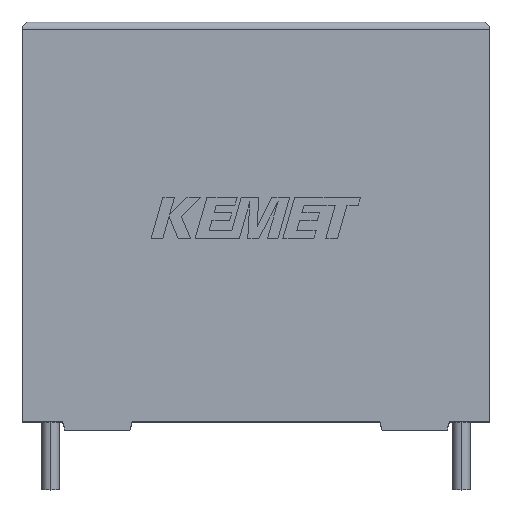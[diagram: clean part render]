
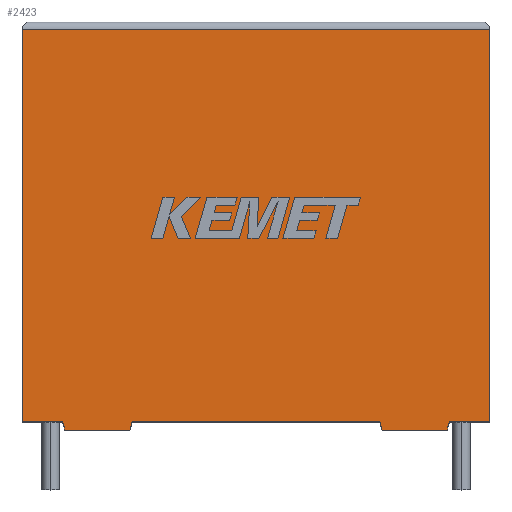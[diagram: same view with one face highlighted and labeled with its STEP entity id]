
A CAD part, top view. The second image highlights one B-rep face of the part: STEP entity #2423.
In plain terms, the highlighted planar face has unit normal (0, 0, 1).
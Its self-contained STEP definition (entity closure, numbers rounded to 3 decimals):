
#27 = ORIENTED_EDGE ( 'NONE', *, *, #1164, .T. ) ;
#44 = EDGE_CURVE ( 'NONE', #1222, #1108, #2408, .T. ) ;
#78 = CARTESIAN_POINT ( 'NONE',  ( 2.864, -0.546, 13.3 ) ) ;
#139 = ORIENTED_EDGE ( 'NONE', *, *, #2797, .T. ) ;
#145 = DIRECTION ( 'NONE',  ( 0., -1., 0. ) ) ;
#153 = LINE ( 'NONE', #708, #2190 ) ;
#177 = VERTEX_POINT ( 'NONE', #1585 ) ;
#194 = FACE_OUTER_BOUND ( 'NONE', #1299, .T. ) ;
#223 = LINE ( 'NONE', #2784, #1034 ) ;
#244 = VERTEX_POINT ( 'NONE', #372 ) ;
#370 = VERTEX_POINT ( 'NONE', #784 ) ;
#372 = CARTESIAN_POINT ( 'NONE',  ( 0., 26.254, 13.3 ) ) ;
#391 = VECTOR ( 'NONE', #1522, 1000. ) ;
#400 = CARTESIAN_POINT ( 'NONE',  ( 0., 26.254, 13.3 ) ) ;
#401 = EDGE_CURVE ( 'NONE', #835, #957, #223, .T. ) ;
#423 = VERTEX_POINT ( 'NONE', #2522 ) ;
#461 = ORIENTED_EDGE ( 'NONE', *, *, #1684, .T. ) ;
#517 = ORIENTED_EDGE ( 'NONE', *, *, #401, .T. ) ;
#521 = EDGE_CURVE ( 'NONE', #2326, #370, #2400, .T. ) ;
#545 = DIRECTION ( 'NONE',  ( 1., 0., 0. ) ) ;
#696 = VECTOR ( 'NONE', #2931, 1000. ) ;
#708 = CARTESIAN_POINT ( 'NONE',  ( 28.436, -0.546, 13.3 ) ) ;
#712 = CARTESIAN_POINT ( 'NONE',  ( 31.3, 0., 13.3 ) ) ;
#760 = ORIENTED_EDGE ( 'NONE', *, *, #521, .T. ) ;
#784 = CARTESIAN_POINT ( 'NONE',  ( 7.365, 0., 13.3 ) ) ;
#801 = DIRECTION ( 'NONE',  ( 0.265, -0.964, 0. ) ) ;
#835 = VERTEX_POINT ( 'NONE', #1409 ) ;
#870 = EDGE_CURVE ( 'NONE', #370, #1108, #1946, .T. ) ;
#899 = VECTOR ( 'NONE', #2401, 1000. ) ;
#922 = ORIENTED_EDGE ( 'NONE', *, *, #870, .T. ) ;
#951 = CARTESIAN_POINT ( 'NONE',  ( 0., 0., 13.3 ) ) ;
#957 = VERTEX_POINT ( 'NONE', #78 ) ;
#1034 = VECTOR ( 'NONE', #801, 1000. ) ;
#1050 = CARTESIAN_POINT ( 'NONE',  ( 0., 0., 13.3 ) ) ;
#1070 = VECTOR ( 'NONE', #1619, 1000. ) ;
#1108 = VERTEX_POINT ( 'NONE', #1140 ) ;
#1121 = VERTEX_POINT ( 'NONE', #2447 ) ;
#1140 = CARTESIAN_POINT ( 'NONE',  ( 23.935, 0., 13.3 ) ) ;
#1164 = EDGE_CURVE ( 'NONE', #1121, #3059, #2511, .T. ) ;
#1222 = VERTEX_POINT ( 'NONE', #2958 ) ;
#1238 = VERTEX_POINT ( 'NONE', #1562 ) ;
#1272 = EDGE_CURVE ( 'NONE', #244, #423, #3102, .T. ) ;
#1299 = EDGE_LOOP ( 'NONE', ( #27, #1454, #2093, #2048, #517, #139, #760, #922, #2428, #2357, #1387, #461 ) ) ;
#1317 = CARTESIAN_POINT ( 'NONE',  ( 2.864, -0.546, 13.3 ) ) ;
#1364 = LINE ( 'NONE', #1822, #899 ) ;
#1387 = ORIENTED_EDGE ( 'NONE', *, *, #2426, .F. ) ;
#1409 = CARTESIAN_POINT ( 'NONE',  ( 2.714, 0., 13.3 ) ) ;
#1413 = EDGE_CURVE ( 'NONE', #3059, #244, #2864, .T. ) ;
#1445 = AXIS2_PLACEMENT_3D ( 'NONE', #1737, #1466, #2525 ) ;
#1454 = ORIENTED_EDGE ( 'NONE', *, *, #1413, .T. ) ;
#1466 = DIRECTION ( 'NONE',  ( 0., 0., -1. ) ) ;
#1476 = EDGE_CURVE ( 'NONE', #423, #835, #2753, .T. ) ;
#1499 = DIRECTION ( 'NONE',  ( -1., 0., 0. ) ) ;
#1522 = DIRECTION ( 'NONE',  ( -0.265, 0.964, 0. ) ) ;
#1562 = CARTESIAN_POINT ( 'NONE',  ( 28.436, -0.546, 13.3 ) ) ;
#1585 = CARTESIAN_POINT ( 'NONE',  ( 28.586, 0., 13.3 ) ) ;
#1619 = DIRECTION ( 'NONE',  ( 0.265, 0.964, 0. ) ) ;
#1660 = CARTESIAN_POINT ( 'NONE',  ( 0., 0., 13.3 ) ) ;
#1665 = LINE ( 'NONE', #1317, #1868 ) ;
#1684 = EDGE_CURVE ( 'NONE', #177, #1121, #2531, .T. ) ;
#1688 = DIRECTION ( 'NONE',  ( 0., 1., 0. ) ) ;
#1737 = CARTESIAN_POINT ( 'NONE',  ( 0., 0., 13.3 ) ) ;
#1769 = VECTOR ( 'NONE', #1688, 1000. ) ;
#1822 = CARTESIAN_POINT ( 'NONE',  ( 28.586, 0., 13.3 ) ) ;
#1835 = DIRECTION ( 'NONE',  ( 1., 0., 0. ) ) ;
#1868 = VECTOR ( 'NONE', #1835, 1000. ) ;
#1946 = LINE ( 'NONE', #1660, #3200 ) ;
#1986 = VECTOR ( 'NONE', #545, 1000. ) ;
#2048 = ORIENTED_EDGE ( 'NONE', *, *, #1476, .T. ) ;
#2063 = CARTESIAN_POINT ( 'NONE',  ( 24.086, -0.546, 13.3 ) ) ;
#2093 = ORIENTED_EDGE ( 'NONE', *, *, #1272, .T. ) ;
#2180 = DIRECTION ( 'NONE',  ( -1., 0., 0. ) ) ;
#2190 = VECTOR ( 'NONE', #1499, 1000. ) ;
#2206 = CARTESIAN_POINT ( 'NONE',  ( 7.215, -0.546, 13.3 ) ) ;
#2219 = PLANE ( 'NONE',  #1445 ) ;
#2326 = VERTEX_POINT ( 'NONE', #2206 ) ;
#2357 = ORIENTED_EDGE ( 'NONE', *, *, #2767, .F. ) ;
#2400 = LINE ( 'NONE', #2858, #1070 ) ;
#2401 = DIRECTION ( 'NONE',  ( -0.265, -0.964, 0. ) ) ;
#2408 = LINE ( 'NONE', #2063, #391 ) ;
#2423 = ADVANCED_FACE ( 'NONE', ( #194 ), #2219, .F. ) ;
#2426 = EDGE_CURVE ( 'NONE', #177, #1238, #1364, .T. ) ;
#2428 = ORIENTED_EDGE ( 'NONE', *, *, #44, .F. ) ;
#2447 = CARTESIAN_POINT ( 'NONE',  ( 31.3, 0., 13.3 ) ) ;
#2511 = LINE ( 'NONE', #712, #1769 ) ;
#2522 = CARTESIAN_POINT ( 'NONE',  ( 0., 0., 13.3 ) ) ;
#2525 = DIRECTION ( 'NONE',  ( -1., 0., 0. ) ) ;
#2531 = LINE ( 'NONE', #3024, #1986 ) ;
#2654 = DIRECTION ( 'NONE',  ( 1., 0., 0. ) ) ;
#2685 = VECTOR ( 'NONE', #2180, 1000. ) ;
#2753 = LINE ( 'NONE', #951, #696 ) ;
#2767 = EDGE_CURVE ( 'NONE', #1238, #1222, #153, .T. ) ;
#2784 = CARTESIAN_POINT ( 'NONE',  ( 2.714, 0., 13.3 ) ) ;
#2797 = EDGE_CURVE ( 'NONE', #957, #2326, #1665, .T. ) ;
#2857 = CARTESIAN_POINT ( 'NONE',  ( 31.3, 26.254, 13.3 ) ) ;
#2858 = CARTESIAN_POINT ( 'NONE',  ( 7.215, -0.546, 13.3 ) ) ;
#2864 = LINE ( 'NONE', #400, #2685 ) ;
#2931 = DIRECTION ( 'NONE',  ( 1., 0., 0. ) ) ;
#2958 = CARTESIAN_POINT ( 'NONE',  ( 24.086, -0.546, 13.3 ) ) ;
#3024 = CARTESIAN_POINT ( 'NONE',  ( 0., 0., 13.3 ) ) ;
#3059 = VERTEX_POINT ( 'NONE', #2857 ) ;
#3102 = LINE ( 'NONE', #1050, #3108 ) ;
#3108 = VECTOR ( 'NONE', #145, 1000. ) ;
#3200 = VECTOR ( 'NONE', #2654, 1000. ) ;
